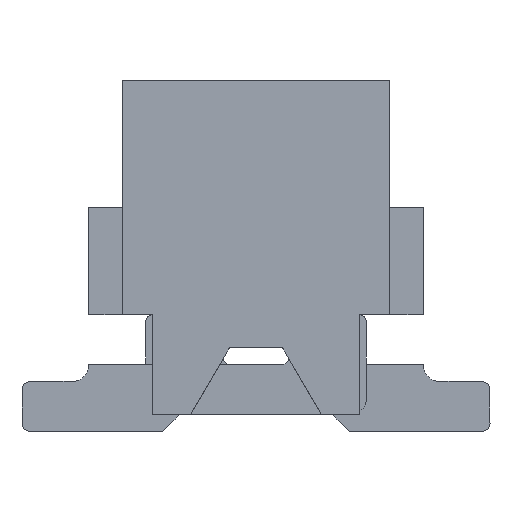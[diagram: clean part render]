
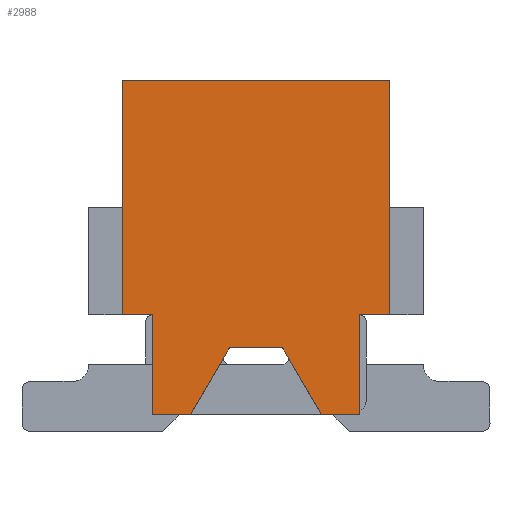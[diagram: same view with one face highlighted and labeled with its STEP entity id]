
A CAD part, left-side view. The second image highlights one B-rep face of the part: STEP entity #2988.
In plain terms, the highlighted planar face has unit normal (-1, 0, 0).
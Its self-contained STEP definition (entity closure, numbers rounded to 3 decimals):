
#2881=AXIS2_PLACEMENT_3D('Plane Axis2P3D',#2878,#2879,#2880) ;
#1847=CARTESIAN_POINT('Line Origine',(-4.075,0.,2.7)) ;
#1851=CARTESIAN_POINT('Vertex',(-4.075,2.,2.7)) ;
#1853=CARTESIAN_POINT('Vertex',(-4.075,-2.,2.7)) ;
#2878=CARTESIAN_POINT('Axis2P3D Location',(-4.075,0.,0.)) ;
#2883=CARTESIAN_POINT('Line Origine',(-4.075,2.,0.)) ;
#2887=CARTESIAN_POINT('Vertex',(-4.075,2.,-0.8)) ;
#2889=CARTESIAN_POINT('Vertex',(-4.075,2.,0.8)) ;
#2892=CARTESIAN_POINT('Line Origine',(-4.075,1.775,-0.8)) ;
#2896=CARTESIAN_POINT('Vertex',(-4.075,1.55,-0.8)) ;
#2899=CARTESIAN_POINT('Line Origine',(-4.075,1.55,-1.55)) ;
#2903=CARTESIAN_POINT('Vertex',(-4.075,1.55,-2.3)) ;
#2906=CARTESIAN_POINT('Line Origine',(-4.075,1.265,-2.3)) ;
#2910=CARTESIAN_POINT('Vertex',(-4.075,0.98,-2.3)) ;
#2913=CARTESIAN_POINT('Line Origine',(-4.075,0.69,-1.8)) ;
#2917=CARTESIAN_POINT('Vertex',(-4.075,0.4,-1.3)) ;
#2920=CARTESIAN_POINT('Line Origine',(-4.075,0.,-1.3)) ;
#2924=CARTESIAN_POINT('Vertex',(-4.075,-0.4,-1.3)) ;
#2927=CARTESIAN_POINT('Line Origine',(-4.075,-0.69,-1.8)) ;
#2931=CARTESIAN_POINT('Vertex',(-4.075,-0.98,-2.3)) ;
#2934=CARTESIAN_POINT('Line Origine',(-4.075,-1.265,-2.3)) ;
#2938=CARTESIAN_POINT('Vertex',(-4.075,-1.55,-2.3)) ;
#2941=CARTESIAN_POINT('Line Origine',(-4.075,-1.55,-1.55)) ;
#2945=CARTESIAN_POINT('Vertex',(-4.075,-1.55,-0.8)) ;
#2948=CARTESIAN_POINT('Line Origine',(-4.075,-1.775,-0.8)) ;
#2952=CARTESIAN_POINT('Vertex',(-4.075,-2.,-0.8)) ;
#2955=CARTESIAN_POINT('Line Origine',(-4.075,-2.,0.)) ;
#2959=CARTESIAN_POINT('Vertex',(-4.075,-2.,0.8)) ;
#2962=CARTESIAN_POINT('Line Origine',(-4.075,-2.,1.75)) ;
#2967=CARTESIAN_POINT('Line Origine',(-4.075,2.,1.75)) ;
#1848=DIRECTION('Vector Direction',(0.,-1.,0.)) ;
#2879=DIRECTION('Axis2P3D Direction',(1.,0.,0.)) ;
#2880=DIRECTION('Axis2P3D XDirection',(0.,0.,-1.)) ;
#2884=DIRECTION('Vector Direction',(0.,0.,1.)) ;
#2893=DIRECTION('Vector Direction',(0.,1.,0.)) ;
#2900=DIRECTION('Vector Direction',(0.,0.,1.)) ;
#2907=DIRECTION('Vector Direction',(0.,1.,0.)) ;
#2914=DIRECTION('Vector Direction',(0.,0.502,-0.865)) ;
#2921=DIRECTION('Vector Direction',(0.,1.,0.)) ;
#2928=DIRECTION('Vector Direction',(0.,0.502,0.865)) ;
#2935=DIRECTION('Vector Direction',(0.,1.,0.)) ;
#2942=DIRECTION('Vector Direction',(0.,0.,-1.)) ;
#2949=DIRECTION('Vector Direction',(0.,1.,0.)) ;
#2956=DIRECTION('Vector Direction',(0.,0.,1.)) ;
#2963=DIRECTION('Vector Direction',(0.,0.,-1.)) ;
#2968=DIRECTION('Vector Direction',(0.,0.,1.)) ;
#1849=VECTOR('Line Direction',#1848,1.) ;
#2885=VECTOR('Line Direction',#2884,1.) ;
#2894=VECTOR('Line Direction',#2893,1.) ;
#2901=VECTOR('Line Direction',#2900,1.) ;
#2908=VECTOR('Line Direction',#2907,1.) ;
#2915=VECTOR('Line Direction',#2914,1.) ;
#2922=VECTOR('Line Direction',#2921,1.) ;
#2929=VECTOR('Line Direction',#2928,1.) ;
#2936=VECTOR('Line Direction',#2935,1.) ;
#2943=VECTOR('Line Direction',#2942,1.) ;
#2950=VECTOR('Line Direction',#2949,1.) ;
#2957=VECTOR('Line Direction',#2956,1.) ;
#2964=VECTOR('Line Direction',#2963,1.) ;
#2969=VECTOR('Line Direction',#2968,1.) ;
#2973=ORIENTED_EDGE('',*,*,#2891,.F.) ;
#2974=ORIENTED_EDGE('',*,*,#2898,.F.) ;
#2975=ORIENTED_EDGE('',*,*,#2905,.F.) ;
#2976=ORIENTED_EDGE('',*,*,#2912,.F.) ;
#2977=ORIENTED_EDGE('',*,*,#2919,.F.) ;
#2978=ORIENTED_EDGE('',*,*,#2926,.F.) ;
#2979=ORIENTED_EDGE('',*,*,#2933,.F.) ;
#2980=ORIENTED_EDGE('',*,*,#2940,.F.) ;
#2981=ORIENTED_EDGE('',*,*,#2947,.F.) ;
#2982=ORIENTED_EDGE('',*,*,#2954,.F.) ;
#2983=ORIENTED_EDGE('',*,*,#2961,.T.) ;
#2984=ORIENTED_EDGE('',*,*,#2966,.F.) ;
#2985=ORIENTED_EDGE('',*,*,#1855,.F.) ;
#2986=ORIENTED_EDGE('',*,*,#2971,.F.) ;
#2988=ADVANCED_FACE('',(#2987),#2882,.F.) ;
#1855=EDGE_CURVE('',#1852,#1854,#1850,.T.) ;
#2891=EDGE_CURVE('',#2888,#2890,#2886,.T.) ;
#2898=EDGE_CURVE('',#2897,#2888,#2895,.T.) ;
#2905=EDGE_CURVE('',#2904,#2897,#2902,.T.) ;
#2912=EDGE_CURVE('',#2911,#2904,#2909,.T.) ;
#2919=EDGE_CURVE('',#2918,#2911,#2916,.T.) ;
#2926=EDGE_CURVE('',#2925,#2918,#2923,.T.) ;
#2933=EDGE_CURVE('',#2932,#2925,#2930,.T.) ;
#2940=EDGE_CURVE('',#2939,#2932,#2937,.T.) ;
#2947=EDGE_CURVE('',#2946,#2939,#2944,.T.) ;
#2954=EDGE_CURVE('',#2953,#2946,#2951,.T.) ;
#2961=EDGE_CURVE('',#2953,#2960,#2958,.T.) ;
#2966=EDGE_CURVE('',#1854,#2960,#2965,.T.) ;
#2971=EDGE_CURVE('',#2890,#1852,#2970,.T.) ;
#2972=EDGE_LOOP('',(#2973,#2974,#2975,#2976,#2977,#2978,#2979,#2980,#2981,#2982,#2983,#2984,#2985,#2986)) ;
#2987=FACE_OUTER_BOUND('',#2972,.T.) ;
#1850=LINE('Line',#1847,#1849) ;
#2886=LINE('Line',#2883,#2885) ;
#2895=LINE('Line',#2892,#2894) ;
#2902=LINE('Line',#2899,#2901) ;
#2909=LINE('Line',#2906,#2908) ;
#2916=LINE('Line',#2913,#2915) ;
#2923=LINE('Line',#2920,#2922) ;
#2930=LINE('Line',#2927,#2929) ;
#2937=LINE('Line',#2934,#2936) ;
#2944=LINE('Line',#2941,#2943) ;
#2951=LINE('Line',#2948,#2950) ;
#2958=LINE('Line',#2955,#2957) ;
#2965=LINE('Line',#2962,#2964) ;
#2970=LINE('Line',#2967,#2969) ;
#2882=PLANE('Plane',#2881) ;
#1852=VERTEX_POINT('',#1851) ;
#1854=VERTEX_POINT('',#1853) ;
#2888=VERTEX_POINT('',#2887) ;
#2890=VERTEX_POINT('',#2889) ;
#2897=VERTEX_POINT('',#2896) ;
#2904=VERTEX_POINT('',#2903) ;
#2911=VERTEX_POINT('',#2910) ;
#2918=VERTEX_POINT('',#2917) ;
#2925=VERTEX_POINT('',#2924) ;
#2932=VERTEX_POINT('',#2931) ;
#2939=VERTEX_POINT('',#2938) ;
#2946=VERTEX_POINT('',#2945) ;
#2953=VERTEX_POINT('',#2952) ;
#2960=VERTEX_POINT('',#2959) ;
